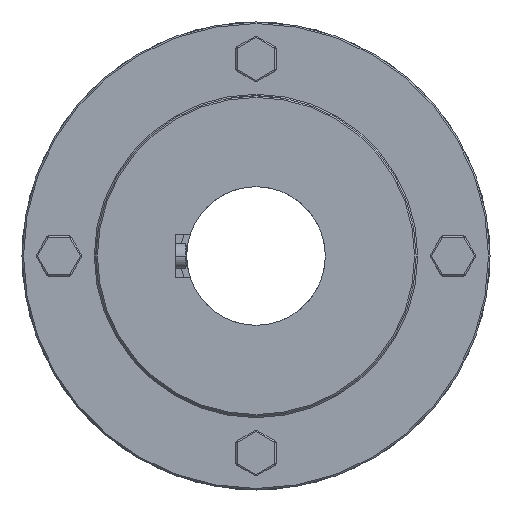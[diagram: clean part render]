
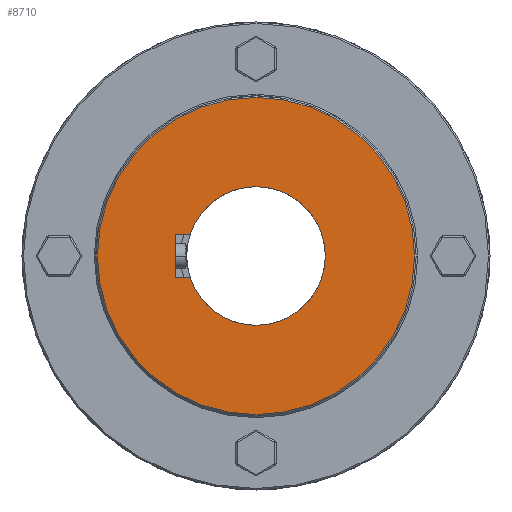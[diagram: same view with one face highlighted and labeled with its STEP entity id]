
A CAD part, left-side view. The second image highlights one B-rep face of the part: STEP entity #8710.
In plain terms, the highlighted planar face has unit normal (-1, 0, 0).
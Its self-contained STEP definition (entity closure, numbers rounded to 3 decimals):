
#333 = CARTESIAN_POINT ( 'NONE',  ( -51., 21.383, 7. ) ) ;
#336 = CARTESIAN_POINT ( 'NONE',  ( -51., 26.3, -7. ) ) ;
#337 = CARTESIAN_POINT ( 'NONE',  ( -51., 26.3, 7. ) ) ;
#1853 = FACE_OUTER_BOUND ( 'NONE', #5210, .T. ) ;
#1867 = FACE_BOUND ( 'NONE', #5219, .T. ) ;
#2379 = PLANE ( 'NONE',  #16274 ) ;
#2382 = CARTESIAN_POINT ( 'NONE',  ( -51., 52., 0. ) ) ;
#2387 = DIRECTION ( 'NONE',  ( -1., 0., 0. ) ) ;
#2388 = DIRECTION ( 'NONE',  ( 0., 0., 1. ) ) ;
#3309 = VERTEX_POINT ( 'NONE', #10743 ) ;
#3310 = VERTEX_POINT ( 'NONE', #10744 ) ;
#3325 = VERTEX_POINT ( 'NONE', #10759 ) ;
#3326 = VERTEX_POINT ( 'NONE', #10760 ) ;
#3331 = VERTEX_POINT ( 'NONE', #10765 ) ;
#3997 = EDGE_CURVE ( 'NONE', #3309, #3310, #13095, .T. ) ;
#4015 = EDGE_CURVE ( 'NONE', #3325, #3326, #13124, .T. ) ;
#4021 = EDGE_CURVE ( 'NONE', #3326, #3331, #13133, .T. ) ;
#4684 = EDGE_CURVE ( 'NONE', #7307, #3325, #14875, .T. ) ;
#4686 = EDGE_CURVE ( 'NONE', #7310, #7311, #14874, .T. ) ;
#4693 = EDGE_CURVE ( 'NONE', #3331, #7310, #14887, .T. ) ;
#4697 = EDGE_CURVE ( 'NONE', #3310, #3309, #14897, .T. ) ;
#4698 = EDGE_CURVE ( 'NONE', #7311, #7307, #14892, .T. ) ;
#5210 = EDGE_LOOP ( 'NONE', ( #5503, #5504 ) ) ;
#5219 = EDGE_LOOP ( 'NONE', ( #5505, #5506, #5507, #5508, #5509, #5510 ) ) ;
#5503 = ORIENTED_EDGE ( 'NONE', *, *, #4697, .T. ) ;
#5504 = ORIENTED_EDGE ( 'NONE', *, *, #3997, .T. ) ;
#5505 = ORIENTED_EDGE ( 'NONE', *, *, #4686, .T. ) ;
#5506 = ORIENTED_EDGE ( 'NONE', *, *, #4698, .T. ) ;
#5507 = ORIENTED_EDGE ( 'NONE', *, *, #4684, .T. ) ;
#5508 = ORIENTED_EDGE ( 'NONE', *, *, #4015, .T. ) ;
#5509 = ORIENTED_EDGE ( 'NONE', *, *, #4021, .T. ) ;
#5510 = ORIENTED_EDGE ( 'NONE', *, *, #4693, .T. ) ;
#7307 = VERTEX_POINT ( 'NONE', #333 ) ;
#7310 = VERTEX_POINT ( 'NONE', #336 ) ;
#7311 = VERTEX_POINT ( 'NONE', #337 ) ;
#8710 = ADVANCED_FACE ( 'NONE', ( #1853, #1867 ), #2379, .T. ) ;
#10743 = CARTESIAN_POINT ( 'NONE',  ( -51., 0., 51.5 ) ) ;
#10744 = CARTESIAN_POINT ( 'NONE',  ( -51., 0., -51.5 ) ) ;
#10759 = CARTESIAN_POINT ( 'NONE',  ( -51., 0., 22.5 ) ) ;
#10760 = CARTESIAN_POINT ( 'NONE',  ( -51., 0., -22.5 ) ) ;
#10765 = CARTESIAN_POINT ( 'NONE',  ( -51., 21.383, -7. ) ) ;
#11644 = AXIS2_PLACEMENT_3D ( 'NONE', #13906, #13907, #13908 ) ;
#11651 = AXIS2_PLACEMENT_3D ( 'NONE', #13978, #13982, #13983 ) ;
#11656 = AXIS2_PLACEMENT_3D ( 'NONE', #13981, #13995, #13996 ) ;
#13095 = CIRCLE ( 'NONE', #11644, 51.5 ) ;
#13124 = CIRCLE ( 'NONE', #11651, 22.5 ) ;
#13133 = CIRCLE ( 'NONE', #11656, 22.5 ) ;
#13906 = CARTESIAN_POINT ( 'NONE',  ( -51., 0., 0. ) ) ;
#13907 = DIRECTION ( 'NONE',  ( -1., 0., 0. ) ) ;
#13908 = DIRECTION ( 'NONE',  ( 0., 0., 1. ) ) ;
#13978 = CARTESIAN_POINT ( 'NONE',  ( -51., 0., 0. ) ) ;
#13981 = CARTESIAN_POINT ( 'NONE',  ( -51., 0., 0. ) ) ;
#13982 = DIRECTION ( 'NONE',  ( 1., 0., 0. ) ) ;
#13983 = DIRECTION ( 'NONE',  ( 0., 0., -1. ) ) ;
#13995 = DIRECTION ( 'NONE',  ( 1., 0., 0. ) ) ;
#13996 = DIRECTION ( 'NONE',  ( 0., 0., -1. ) ) ;
#14874 = LINE ( 'NONE', #15391, #14876 ) ;
#14875 = CIRCLE ( 'NONE', #15713, 22.5 ) ;
#14876 = VECTOR ( 'NONE', #15399, 1000. ) ;
#14887 = LINE ( 'NONE', #15413, #14888 ) ;
#14888 = VECTOR ( 'NONE', #15414, 1000. ) ;
#14892 = LINE ( 'NONE', #15427, #14893 ) ;
#14893 = VECTOR ( 'NONE', #15428, 1000. ) ;
#14897 = CIRCLE ( 'NONE', #15719, 51.5 ) ;
#15387 = CARTESIAN_POINT ( 'NONE',  ( -51., 0., 0. ) ) ;
#15391 = CARTESIAN_POINT ( 'NONE',  ( -51., 26.3, 7. ) ) ;
#15394 = DIRECTION ( 'NONE',  ( 1., 0., 0. ) ) ;
#15395 = DIRECTION ( 'NONE',  ( 0., 0., -1. ) ) ;
#15399 = DIRECTION ( 'NONE',  ( 0., 0., 1. ) ) ;
#15413 = CARTESIAN_POINT ( 'NONE',  ( -51., 21.383, -7. ) ) ;
#15414 = DIRECTION ( 'NONE',  ( 0., 1., 0. ) ) ;
#15415 = CARTESIAN_POINT ( 'NONE',  ( -51., 0., 0. ) ) ;
#15425 = DIRECTION ( 'NONE',  ( -1., 0., 0. ) ) ;
#15426 = DIRECTION ( 'NONE',  ( 0., 0., 1. ) ) ;
#15427 = CARTESIAN_POINT ( 'NONE',  ( -51., 21.383, 7. ) ) ;
#15428 = DIRECTION ( 'NONE',  ( 0., -1., 0. ) ) ;
#15713 = AXIS2_PLACEMENT_3D ( 'NONE', #15387, #15394, #15395 ) ;
#15719 = AXIS2_PLACEMENT_3D ( 'NONE', #15415, #15425, #15426 ) ;
#16274 = AXIS2_PLACEMENT_3D ( 'NONE', #2382, #2387, #2388 ) ;
